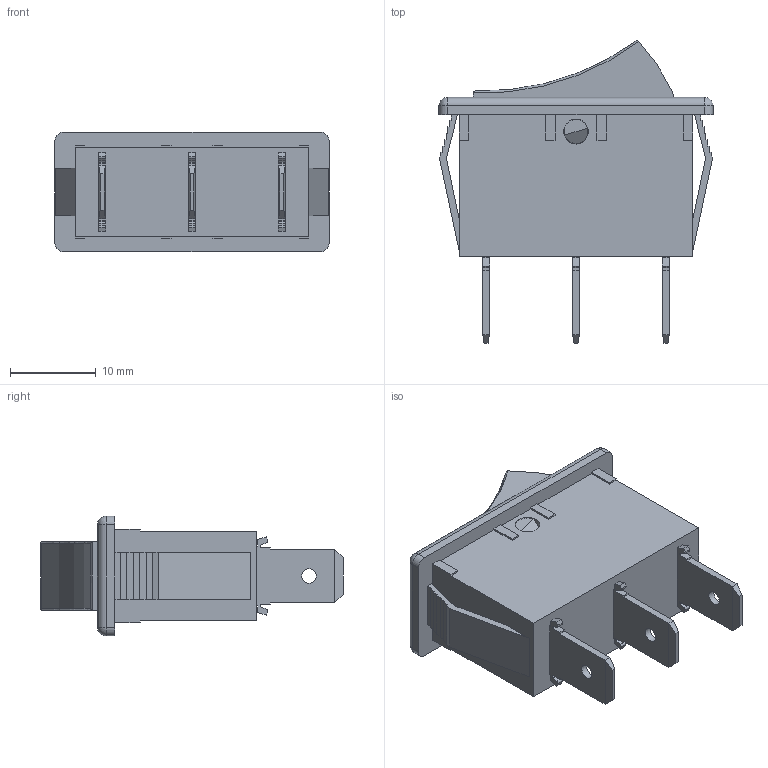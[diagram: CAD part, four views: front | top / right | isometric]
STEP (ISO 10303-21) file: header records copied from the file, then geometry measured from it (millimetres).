
FILE_DESCRIPTION(/* description */ (''),/* implementation_level */ '2;1');
FILE_NAME(/* name */ 'RB141Cx000-1xx.stp',/* time_stamp */ '2023-04-27T16:18:00-05:00',/* author */ ('mroman'),/* organization */ (''),/* preprocessor_version */ 'ST-DEVELOPER v18.1',/* originating_system */ 'Autodesk Inventor 2020',/* authorisation */ '');
FILE_SCHEMA (('AUTOMOTIVE_DESIGN { 1 0 10303 214 3 1 1 }'));
Length unit declared in the file: millimetre
Products named in the file (1): RB141Cx000-1xx
Bounding box: 32 x 35.32 x 14 mm (x, y, z)
Volume: 4476.6 mm3; surface area: 5368.2 mm2
Topology: 2 solids, 5 shells, 236 faces, 626 edges, 409 vertices
Faces by surface type: plane 194, cylinder 36, sphere 4, torus 2
Full cylindrical faces by diameter (mm): 1.7 x3, 2.8 x2, 2.9 x2
Entity records: 7301 total; most frequent: CARTESIAN_POINT 1332, ORIENTED_EDGE 1252, DIRECTION 1165, EDGE_CURVE 626, LINE 545, VECTOR 545, VERTEX_POINT 409, AXIS2_PLACEMENT_3D 310
